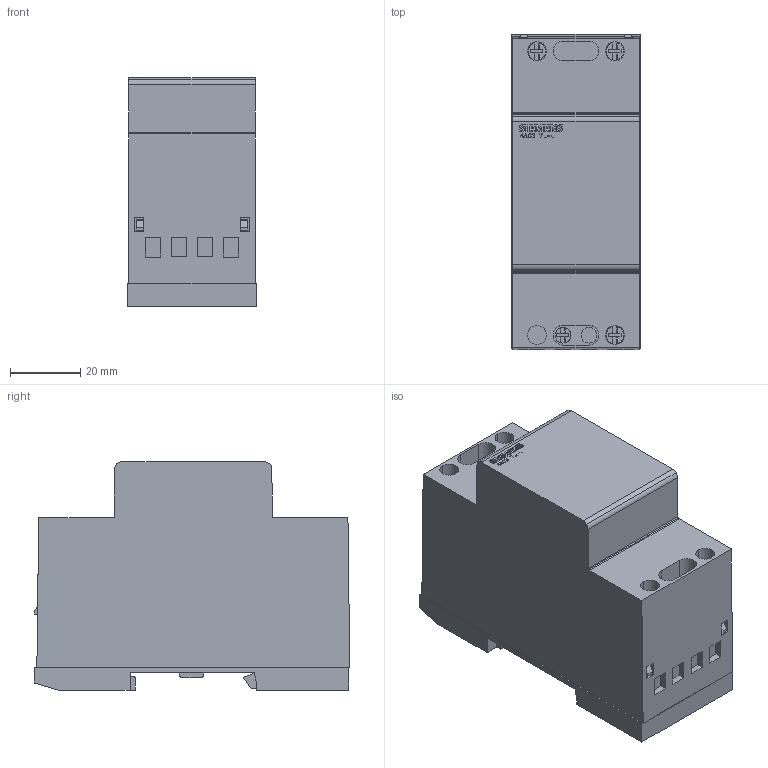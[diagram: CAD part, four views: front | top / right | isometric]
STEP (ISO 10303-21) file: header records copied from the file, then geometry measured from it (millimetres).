
FILE_DESCRIPTION(('STEP AP214'),'1');
FILE_NAME('cctmp_352CBAAB-41A8-4540-B1EE-3995AFAA0CC5_2023_07_21_22_00_39_0353..stp','2023-07-21T20:00:39',('SIEMENS A&D'),('CADClick - www.CADClick.com'),'Spatial InterOp 3D postprocessed',' ','unknown authorization');
FILE_SCHEMA(('AUTOMOTIVE_DESIGN'));
Length unit declared in the file: millimetre
Products named in the file (1): 2023_07_21_22_00_39_0335
Bounding box: 36.5 x 89.75 x 65 mm (x, y, z)
Volume: 171560.1 mm3; surface area: 25002.1 mm2
Topology: 1 solids, 5 shells, 533 faces, 1418 edges, 939 vertices
Faces by surface type: plane 392, cylinder 114, torus 20, cone 7
Entity records: 27870 total; most frequent: CARTESIAN_POINT 3267, STYLED_ITEM 2891, PRESENTATION_STYLE_ASSIGNMENT 2891, ORIENTED_EDGE 2836, DIRECTION 2749, EDGE_CURVE 1418, CURVE_STYLE 1418, DRAUGHTING_PRE_DEFINED_CURVE_FONT 1418
